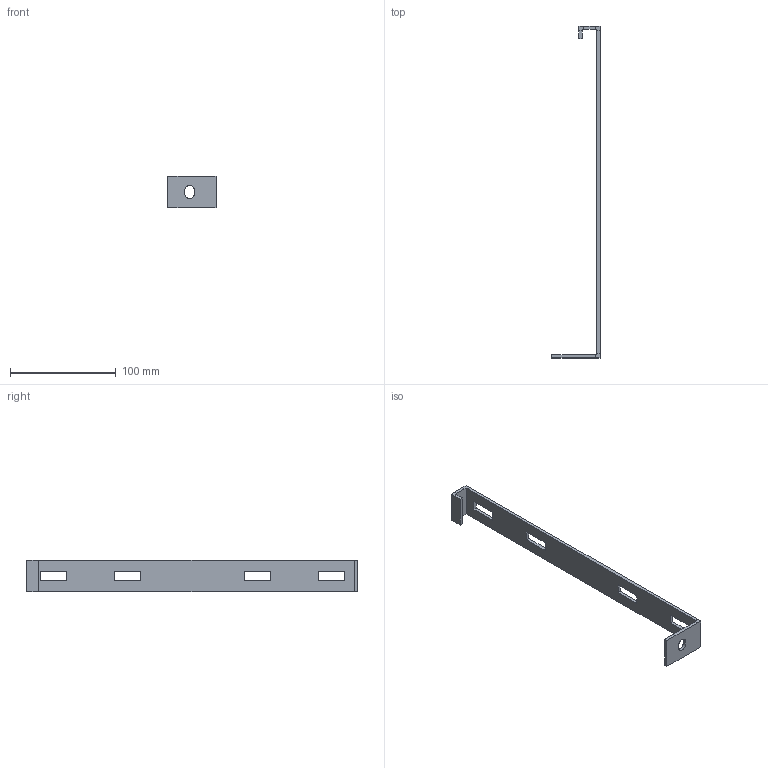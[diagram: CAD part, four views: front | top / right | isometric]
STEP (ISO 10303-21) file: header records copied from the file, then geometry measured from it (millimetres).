
FILE_DESCRIPTION (( 'STEP AP214' ), '1' );
FILE_NAME ('6363884.STEP', '2019-11-20T09:04:58', ( '' ), ( '' ), 'SwSTEP 2.0', 'SolidWorks 2018', '' );
FILE_SCHEMA (( 'AUTOMOTIVE_DESIGN' ));
Length unit declared in the file: millimetre
Products named in the file (1): 6363884
Bounding box: 45.5 x 313.5 x 30 mm (x, y, z)
Volume: 31408.1 mm3; surface area: 24329.6 mm2
Topology: 1 solids, 1 shells, 44 faces, 126 edges, 84 vertices
Faces by surface type: plane 42, cylinder 2
Entity records: 1754 total; most frequent: CARTESIAN_POINT 255, ORIENTED_EDGE 252, DIRECTION 220, EDGE_CURVE 126, VECTOR 122, LINE 122, VERTEX_POINT 84, EDGE_LOOP 54
